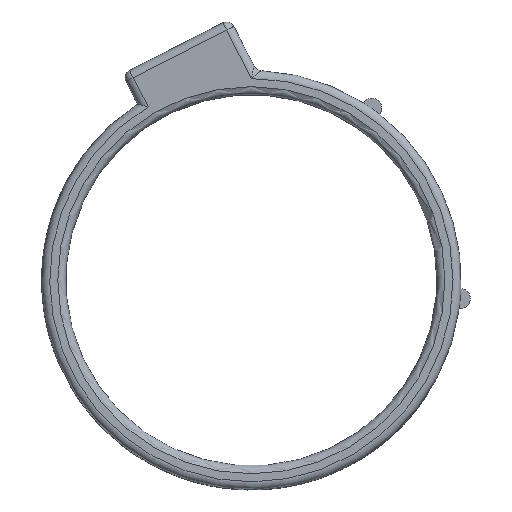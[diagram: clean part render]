
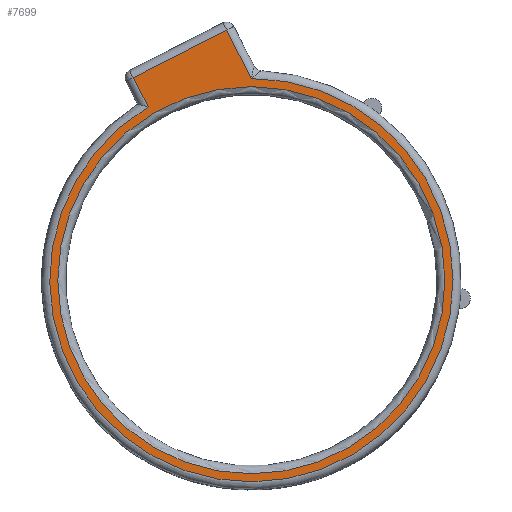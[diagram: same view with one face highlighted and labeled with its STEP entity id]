
A CAD part, top view. The second image highlights one B-rep face of the part: STEP entity #7699.
In plain terms, the highlighted planar face has unit normal (0, 0, 1).
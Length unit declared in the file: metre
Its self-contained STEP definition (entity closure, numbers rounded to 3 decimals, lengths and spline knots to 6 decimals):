
#920=CIRCLE('',#8308,0.024);
#921=CIRCLE('',#8309,0.025);
#1437=ORIENTED_EDGE('',*,*,#3833,.T.);
#1438=ORIENTED_EDGE('',*,*,#3834,.T.);
#1439=ORIENTED_EDGE('',*,*,#3835,.T.);
#1440=ORIENTED_EDGE('',*,*,#3836,.T.);
#1441=ORIENTED_EDGE('',*,*,#3837,.T.);
#3833=EDGE_CURVE('',#5030,#5030,#920,.F.);
#3834=EDGE_CURVE('',#5031,#5032,#5563,.T.);
#3835=EDGE_CURVE('',#5032,#5033,#5564,.T.);
#3836=EDGE_CURVE('',#5033,#5034,#5565,.F.);
#3837=EDGE_CURVE('',#5034,#5031,#921,.T.);
#5030=VERTEX_POINT('',#11551);
#5031=VERTEX_POINT('',#11553);
#5032=VERTEX_POINT('',#11554);
#5033=VERTEX_POINT('',#11556);
#5034=VERTEX_POINT('',#11558);
#5563=LINE('',#11552,#6078);
#5564=LINE('',#11555,#6079);
#5565=LINE('',#11557,#6080);
#6078=VECTOR('',#9092,1.);
#6079=VECTOR('',#9093,1.);
#6080=VECTOR('',#9094,1.);
#6559=EDGE_LOOP('',(#1437));
#6560=EDGE_LOOP('',(#1438,#1439,#1440,#1441));
#7063=FACE_BOUND('',#6559,.T.);
#7064=FACE_BOUND('',#6560,.T.);
#7522=PLANE('',#8307);
#7699=ADVANCED_FACE('',(#7063,#7064),#7522,.T.);
#8307=AXIS2_PLACEMENT_3D('',#11549,#9088,#9089);
#8308=AXIS2_PLACEMENT_3D('',#11550,#9090,#9091);
#8309=AXIS2_PLACEMENT_3D('',#11559,#9095,#9096);
#9088=DIRECTION('',(0.,0.,1.));
#9089=DIRECTION('',(1.,0.,0.));
#9090=DIRECTION('',(0.,0.,1.));
#9091=DIRECTION('',(1.,0.,0.));
#9092=DIRECTION('',(-0.454,0.891,0.));
#9093=DIRECTION('',(-0.891,-0.454,0.));
#9094=DIRECTION('',(-0.454,0.891,0.));
#9095=DIRECTION('',(0.,0.,1.));
#9096=DIRECTION('',(1.,0.,0.));
#11549=CARTESIAN_POINT('',(0.,0.,0.006));
#11550=CARTESIAN_POINT('',(0.,0.,0.006));
#11551=CARTESIAN_POINT('',(0.024,0.,0.006));
#11552=CARTESIAN_POINT('',(-0.003518,0.031905,0.006));
#11553=CARTESIAN_POINT('',(0.,0.025,0.006));
#11554=CARTESIAN_POINT('',(-0.003064,0.031014,0.006));
#11555=CARTESIAN_POINT('',(-0.015539,0.024658,0.006));
#11556=CARTESIAN_POINT('',(-0.014648,0.025112,0.006));
#11557=CARTESIAN_POINT('',(-0.013213,0.022296,0.006));
#11558=CARTESIAN_POINT('',(-0.012795,0.021477,0.006));
#11559=CARTESIAN_POINT('',(0.,0.,0.006));
